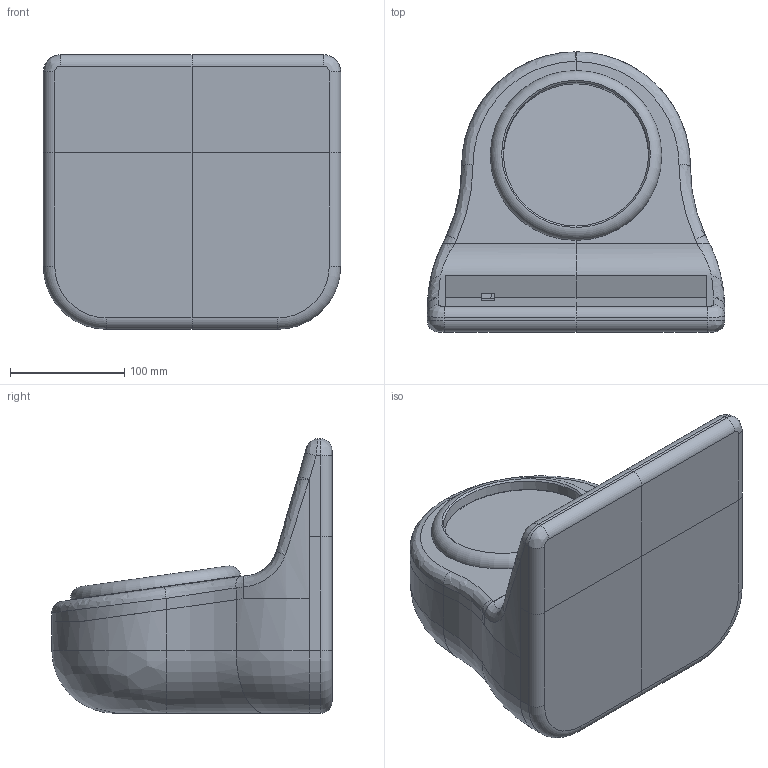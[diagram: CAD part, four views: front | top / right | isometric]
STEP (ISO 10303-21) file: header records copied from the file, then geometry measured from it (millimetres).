
FILE_DESCRIPTION(/* description */ (''),/* implementation_level */ '2;1');
FILE_NAME(/* name */ 'Mainboard-Terminal.step',/* time_stamp */ '2022-05-07T01:08:07+09:00',/* author */ (''),/* organization */ (''),/* preprocessor_version */ 'ST-DEVELOPER v18.1',/* originating_system */ 'Autodesk Translation Framework v10.14.0.1471',/* authorisation */ '');
FILE_SCHEMA (('AUTOMOTIVE_DESIGN { 1 0 10303 214 3 1 1 }'));
Length unit declared in the file: millimetre
Products named in the file (1): Framework-Mainboard-Terminal
Bounding box: 260 x 245 x 240 mm (x, y, z)
Volume: 1210410.8 mm3; surface area: 523726 mm2
Topology: 13 solids, 13 shells, 272 faces, 772 edges, 487 vertices
Faces by surface type: plane 145, cylinder 87, bspline 26, torus 13, cone 1
Full cylindrical faces by diameter (mm): 3.5 x5, 7 x5, 8 x1, 127 x2
Entity records: 9461 total; most frequent: CARTESIAN_POINT 2659, ORIENTED_EDGE 1416, DIRECTION 1416, EDGE_CURVE 708, AXIS2_PLACEMENT_3D 501, VERTEX_POINT 455, LINE 414, VECTOR 414
